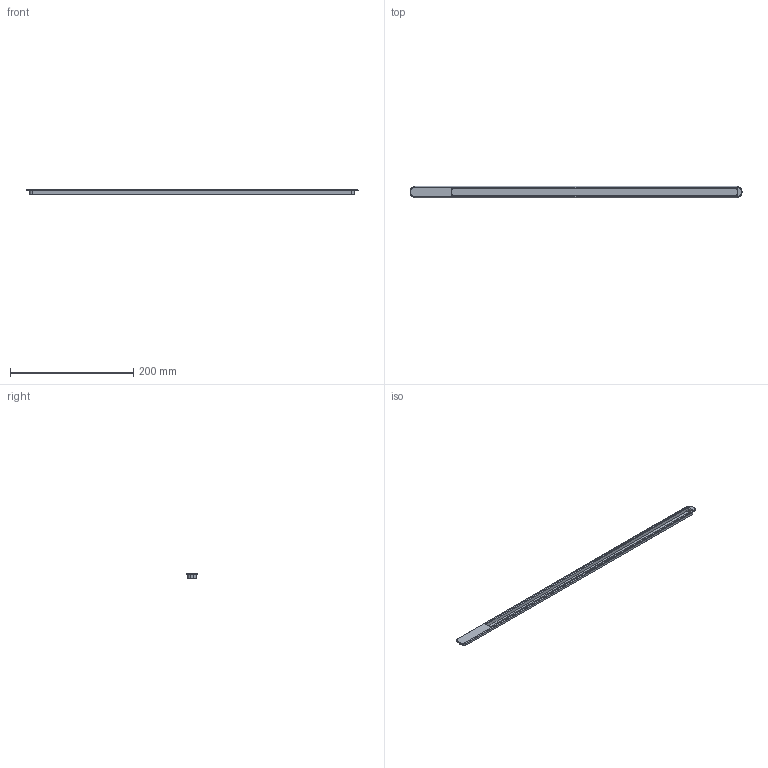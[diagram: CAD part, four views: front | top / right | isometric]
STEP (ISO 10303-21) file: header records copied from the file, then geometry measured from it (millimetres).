
FILE_DESCRIPTION (( 'STEP AP203' ), '1' );
FILE_NAME ('SA090-1107-31_Pin guide_A.STEP', '2022-02-17T16:47:59', ( '' ), ( '' ), 'SwSTEP 2.0', 'SolidWorks 2018', '' );
FILE_SCHEMA (( 'CONFIG_CONTROL_DESIGN' ));
Length unit declared in the file: millimetre
Products named in the file (1): SA090-1107-31_Pin guide_A
Bounding box: 538.5 x 18 x 8 mm (x, y, z)
Volume: 24979.5 mm3; surface area: 33921.5 mm2
Topology: 1 solids, 1 shells, 53 faces, 128 edges, 80 vertices
Faces by surface type: cylinder 24, plane 21, torus 8
Entity records: 1627 total; most frequent: DIRECTION 292, CARTESIAN_POINT 262, ORIENTED_EDGE 256, EDGE_CURVE 128, AXIS2_PLACEMENT_3D 110, VERTEX_POINT 80, VECTOR 72, LINE 72
